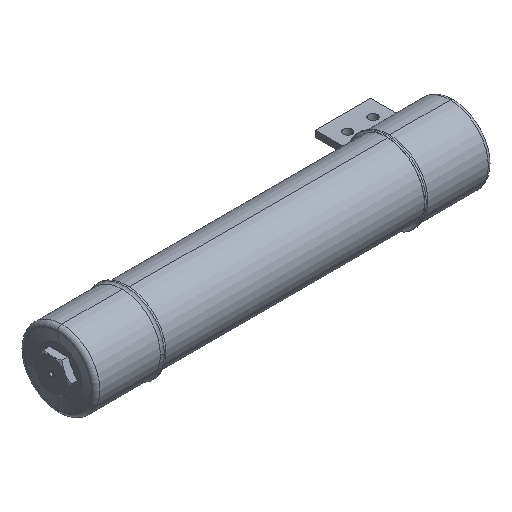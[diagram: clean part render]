
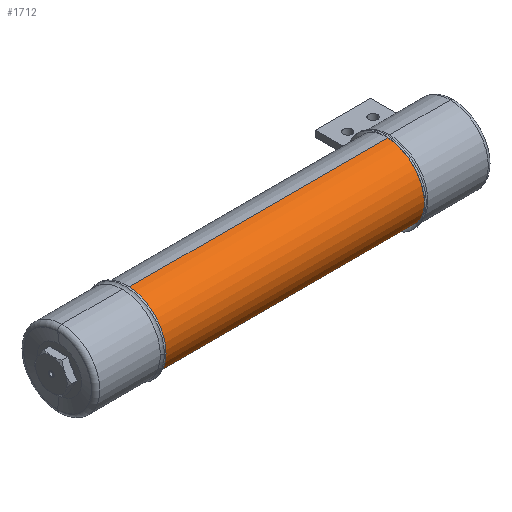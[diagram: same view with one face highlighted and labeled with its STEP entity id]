
A CAD part, isometric view. The second image highlights one B-rep face of the part: STEP entity #1712.
In plain terms, the highlighted cylindrical face has radius 36.513 mm (diameter 73.025 mm), a partial arc.
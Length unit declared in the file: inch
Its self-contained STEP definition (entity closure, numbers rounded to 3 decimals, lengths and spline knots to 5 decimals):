
#210 = EDGE_CURVE ( 'Edge1', #9361, #9871, #2057, .T. ) ;
#705 = DIRECTION ( 'NONE',  ( 0., 0., -1. ) ) ;
#1656 = CARTESIAN_POINT ( 'NONE',  ( -7.539, 0., 0. ) ) ;
#1712 = ADVANCED_FACE ( 'Face2', ( #4668 ), #7195, .T. ) ;
#1808 = EDGE_CURVE ( 'NONE', #9361, #9529, #2196, .T. ) ;
#2057 = CIRCLE ( 'NONE', #2786, 1.4375 ) ;
#2196 = LINE ( 'NONE', #3164, #8535 ) ;
#2786 = AXIS2_PLACEMENT_3D ( 'NONE', #5952, #9232, #705 ) ;
#3164 = CARTESIAN_POINT ( 'NONE',  ( 7.539, 0., 1.4375 ) ) ;
#3369 = LINE ( 'NONE', #6768, #9689 ) ;
#3942 = AXIS2_PLACEMENT_3D ( 'NONE', #1656, #4030, #7512 ) ;
#4030 = DIRECTION ( 'NONE',  ( 1., 0., 0. ) ) ;
#4042 = AXIS2_PLACEMENT_3D ( 'NONE', #10551, #8104, #7025 ) ;
#4192 = CARTESIAN_POINT ( 'NONE',  ( -7.539, 0., -1.4375 ) ) ;
#4668 = FACE_OUTER_BOUND ( 'NONE', #5973, .T. ) ;
#5624 = DIRECTION ( 'NONE',  ( -1., 0., 0. ) ) ;
#5952 = CARTESIAN_POINT ( 'NONE',  ( 7.539, 0., 0. ) ) ;
#5973 = EDGE_LOOP ( 'NONE', ( #9430, #8049, #11184, #5981 ) ) ;
#5981 = ORIENTED_EDGE ( 'NONE', *, *, #10200, .T. ) ;
#6556 = CARTESIAN_POINT ( 'NONE',  ( -7.539, 0., 1.4375 ) ) ;
#6616 = CIRCLE ( 'NONE', #3942, 1.4375 ) ;
#6768 = CARTESIAN_POINT ( 'NONE',  ( 7.539, 0., -1.4375 ) ) ;
#6884 = CARTESIAN_POINT ( 'NONE',  ( 7.539, 0., -1.4375 ) ) ;
#7025 = DIRECTION ( 'NONE',  ( 0., 0., 1. ) ) ;
#7195 = CYLINDRICAL_SURFACE ( 'NONE', #4042, 1.4375 ) ;
#7365 = CARTESIAN_POINT ( 'NONE',  ( 7.539, 0., 1.4375 ) ) ;
#7512 = DIRECTION ( 'NONE',  ( 0., 0., -1. ) ) ;
#8049 = ORIENTED_EDGE ( 'NONE', *, *, #210, .F. ) ;
#8104 = DIRECTION ( 'NONE',  ( -1., 0., 0. ) ) ;
#8535 = VECTOR ( 'NONE', #5624, 39.37008 ) ;
#9206 = EDGE_CURVE ( 'NONE', #9871, #10243, #3369, .T. ) ;
#9232 = DIRECTION ( 'NONE',  ( 1., 0., 0. ) ) ;
#9361 = VERTEX_POINT ( 'NONE', #7365 ) ;
#9430 = ORIENTED_EDGE ( 'NONE', *, *, #9206, .F. ) ;
#9529 = VERTEX_POINT ( 'NONE', #6556 ) ;
#9689 = VECTOR ( 'NONE', #10249, 39.37008 ) ;
#9871 = VERTEX_POINT ( 'NONE', #6884 ) ;
#10200 = EDGE_CURVE ( 'Edge2', #9529, #10243, #6616, .T. ) ;
#10243 = VERTEX_POINT ( 'NONE', #4192 ) ;
#10249 = DIRECTION ( 'NONE',  ( -1., 0., 0. ) ) ;
#10551 = CARTESIAN_POINT ( 'NONE',  ( 7.539, 0., 0. ) ) ;
#11184 = ORIENTED_EDGE ( 'NONE', *, *, #1808, .T. ) ;
